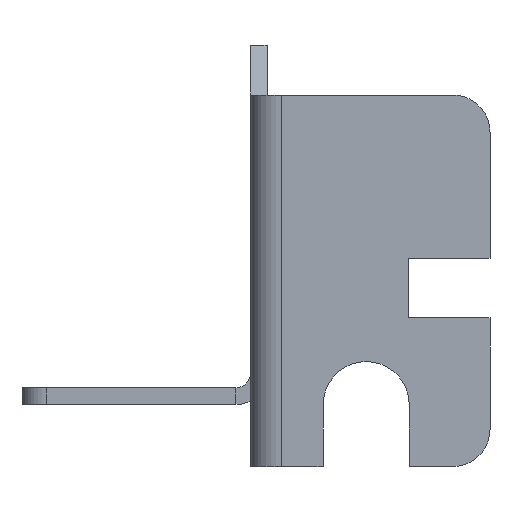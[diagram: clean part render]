
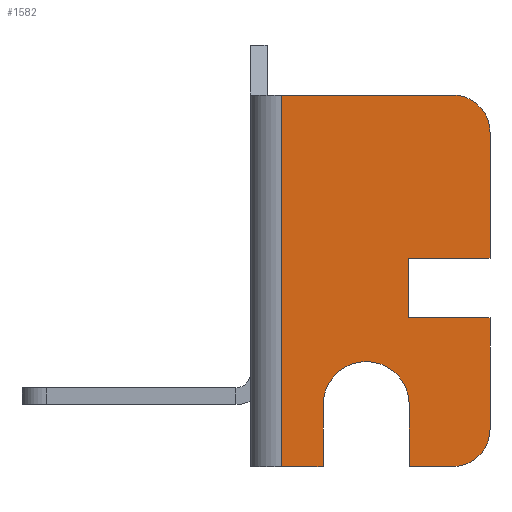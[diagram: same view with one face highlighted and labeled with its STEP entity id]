
A CAD part, left-side view. The second image highlights one B-rep face of the part: STEP entity #1582.
In plain terms, the highlighted planar face has unit normal (-1, 0, 0).
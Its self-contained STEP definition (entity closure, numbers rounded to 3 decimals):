
#51=CIRCLE('',#1708,2.21);
#52=CIRCLE('',#1709,1.91);
#53=CIRCLE('',#1710,1.91);
#118=FACE_OUTER_BOUND('',#214,.T.);
#214=EDGE_LOOP('',(#1165,#1166,#1167,#1168,#1169,#1170,#1171,#1172,#1173,
#1174,#1175,#1176,#1177,#1178));
#371=LINE('',#2477,#555);
#374=LINE('',#2483,#558);
#375=LINE('',#2485,#559);
#376=LINE('',#2489,#560);
#377=LINE('',#2491,#561);
#378=LINE('',#2495,#562);
#379=LINE('',#2497,#563);
#380=LINE('',#2499,#564);
#381=LINE('',#2501,#565);
#382=LINE('',#2503,#566);
#383=LINE('',#2506,#567);
#555=VECTOR('',#1961,10.);
#558=VECTOR('',#1968,2.133);
#559=VECTOR('',#1969,3.17);
#560=VECTOR('',#1972,3.17);
#561=VECTOR('',#1973,2.23);
#562=VECTOR('',#1976,5.71);
#563=VECTOR('',#1977,4.19);
#564=VECTOR('',#1978,3.05);
#565=VECTOR('',#1979,4.19);
#566=VECTOR('',#1980,6.47);
#567=VECTOR('',#1983,8.783);
#745=VERTEX_POINT('',#2473);
#746=VERTEX_POINT('',#2475);
#747=VERTEX_POINT('',#2482);
#748=VERTEX_POINT('',#2484);
#749=VERTEX_POINT('',#2486);
#750=VERTEX_POINT('',#2488);
#751=VERTEX_POINT('',#2490);
#752=VERTEX_POINT('',#2492);
#753=VERTEX_POINT('',#2494);
#754=VERTEX_POINT('',#2496);
#755=VERTEX_POINT('',#2498);
#756=VERTEX_POINT('',#2500);
#757=VERTEX_POINT('',#2502);
#758=VERTEX_POINT('',#2504);
#903=EDGE_CURVE('',#746,#745,#371,.T.);
#906=EDGE_CURVE('',#746,#747,#374,.T.);
#907=EDGE_CURVE('',#748,#747,#375,.T.);
#908=EDGE_CURVE('',#749,#748,#51,.T.);
#909=EDGE_CURVE('',#750,#749,#376,.T.);
#910=EDGE_CURVE('',#750,#751,#377,.T.);
#911=EDGE_CURVE('',#751,#752,#52,.T.);
#912=EDGE_CURVE('',#752,#753,#378,.T.);
#913=EDGE_CURVE('',#753,#754,#379,.T.);
#914=EDGE_CURVE('',#755,#754,#380,.T.);
#915=EDGE_CURVE('',#756,#755,#381,.T.);
#916=EDGE_CURVE('',#756,#757,#382,.T.);
#917=EDGE_CURVE('',#757,#758,#53,.T.);
#918=EDGE_CURVE('',#758,#745,#383,.T.);
#1165=ORIENTED_EDGE('',*,*,#903,.F.);
#1166=ORIENTED_EDGE('',*,*,#906,.T.);
#1167=ORIENTED_EDGE('',*,*,#907,.F.);
#1168=ORIENTED_EDGE('',*,*,#908,.F.);
#1169=ORIENTED_EDGE('',*,*,#909,.F.);
#1170=ORIENTED_EDGE('',*,*,#910,.T.);
#1171=ORIENTED_EDGE('',*,*,#911,.T.);
#1172=ORIENTED_EDGE('',*,*,#912,.T.);
#1173=ORIENTED_EDGE('',*,*,#913,.T.);
#1174=ORIENTED_EDGE('',*,*,#914,.F.);
#1175=ORIENTED_EDGE('',*,*,#915,.F.);
#1176=ORIENTED_EDGE('',*,*,#916,.T.);
#1177=ORIENTED_EDGE('',*,*,#917,.T.);
#1178=ORIENTED_EDGE('',*,*,#918,.T.);
#1509=PLANE('',#1707);
#1582=ADVANCED_FACE('',(#118),#1509,.F.);
#1707=AXIS2_PLACEMENT_3D('',#2481,#1966,#1967);
#1708=AXIS2_PLACEMENT_3D('',#2487,#1970,#1971);
#1709=AXIS2_PLACEMENT_3D('',#2493,#1974,#1975);
#1710=AXIS2_PLACEMENT_3D('',#2505,#1981,#1982);
#1961=DIRECTION('',(0.,0.,1.));
#1966=DIRECTION('center_axis',(1.,0.,0.));
#1967=DIRECTION('ref_axis',(0.,1.,0.));
#1968=DIRECTION('',(0.,-1.,0.));
#1969=DIRECTION('',(0.,0.,-1.));
#1970=DIRECTION('center_axis',(-1.,0.,0.));
#1971=DIRECTION('ref_axis',(0.,-1.,0.));
#1972=DIRECTION('',(0.,0.,1.));
#1973=DIRECTION('',(0.,-1.,0.));
#1974=DIRECTION('center_axis',(-1.,0.,0.));
#1975=DIRECTION('ref_axis',(0.,1.,0.));
#1976=DIRECTION('',(0.,0.,1.));
#1977=DIRECTION('',(0.,1.,0.));
#1978=DIRECTION('',(0.,0.,-1.));
#1979=DIRECTION('',(0.,1.,0.));
#1980=DIRECTION('',(0.,0.,1.));
#1981=DIRECTION('center_axis',(-1.,0.,0.));
#1982=DIRECTION('ref_axis',(0.,1.,0.));
#1983=DIRECTION('',(0.,1.,0.));
#2473=CARTESIAN_POINT('',(-0.86,-1.597,-2.54));
#2475=CARTESIAN_POINT('',(-0.86,-1.597,-21.59));
#2477=CARTESIAN_POINT('',(-0.86,-1.597,0.));
#2481=CARTESIAN_POINT('Origin',(-0.86,0.,0.));
#2482=CARTESIAN_POINT('',(-0.86,-3.73,-21.59));
#2483=CARTESIAN_POINT('',(-0.86,-1.597,-21.59));
#2484=CARTESIAN_POINT('',(-0.86,-3.73,-18.42));
#2485=CARTESIAN_POINT('',(-0.86,-3.73,-18.42));
#2486=CARTESIAN_POINT('',(-0.86,-8.15,-18.42));
#2487=CARTESIAN_POINT('Origin',(-0.86,-5.94,-18.42));
#2488=CARTESIAN_POINT('',(-0.86,-8.15,-21.59));
#2489=CARTESIAN_POINT('',(-0.86,-8.15,-21.59));
#2490=CARTESIAN_POINT('',(-0.86,-10.38,-21.59));
#2491=CARTESIAN_POINT('',(-0.86,-8.15,-21.59));
#2492=CARTESIAN_POINT('',(-0.86,-12.29,-19.68));
#2493=CARTESIAN_POINT('Origin',(-0.86,-10.38,-19.68));
#2494=CARTESIAN_POINT('',(-0.86,-12.29,-13.97));
#2495=CARTESIAN_POINT('',(-0.86,-12.29,-19.68));
#2496=CARTESIAN_POINT('',(-0.86,-8.1,-13.97));
#2497=CARTESIAN_POINT('',(-0.86,-12.29,-13.97));
#2498=CARTESIAN_POINT('',(-0.86,-8.1,-10.92));
#2499=CARTESIAN_POINT('',(-0.86,-8.1,-10.92));
#2500=CARTESIAN_POINT('',(-0.86,-12.29,-10.92));
#2501=CARTESIAN_POINT('',(-0.86,-12.29,-10.92));
#2502=CARTESIAN_POINT('',(-0.86,-12.29,-4.45));
#2503=CARTESIAN_POINT('',(-0.86,-12.29,-10.92));
#2504=CARTESIAN_POINT('',(-0.86,-10.38,-2.54));
#2505=CARTESIAN_POINT('Origin',(-0.86,-10.38,-4.45));
#2506=CARTESIAN_POINT('',(-0.86,-10.38,-2.54));
